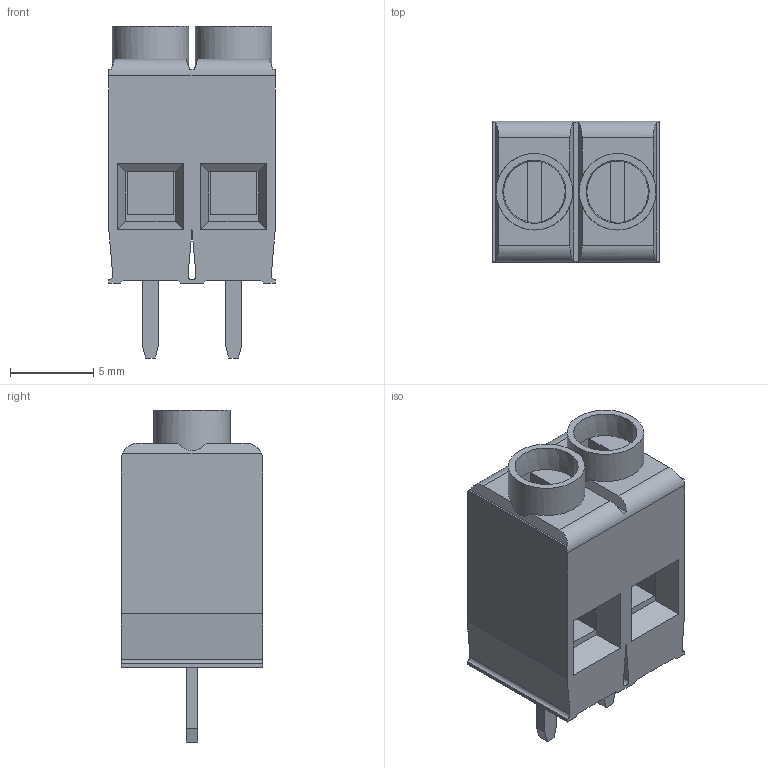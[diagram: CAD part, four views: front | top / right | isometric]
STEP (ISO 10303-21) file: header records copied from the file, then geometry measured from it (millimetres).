
FILE_DESCRIPTION( ( 'Unknown' ), '1' );
FILE_NAME( '691131710002.stp', 'Unknown', ( 'Unknown' ), ( 'Unknown' ), 'PSStep 17.0.49', 'Unknown', ' ' );
FILE_SCHEMA( ( 'AUTOMOTIVE_DESIGN { 1 0 10303 214 1 1 1 1 }' ) );
Length unit declared in the file: millimetre
Products named in the file (1): 1
Bounding box: 10 x 8.5 x 19.95 mm (x, y, z)
Volume: 1017.8 mm3; surface area: 1019 mm2
Topology: 1 solids, 1 shells, 89 faces, 231 edges, 150 vertices
Faces by surface type: plane 74, cylinder 13, cone 2
Full cylindrical faces by diameter (mm): 4.6 x2
Entity records: 3375 total; most frequent: CARTESIAN_POINT 459, DIRECTION 453, ORIENTED_EDGE 446, EDGE_CURVE 223, LINE 173, VECTOR 173, VERTEX_POINT 146, AXIS2_PLACEMENT_3D 140
